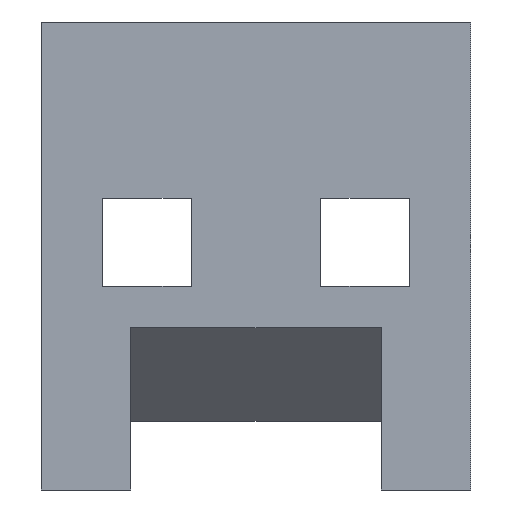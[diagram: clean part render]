
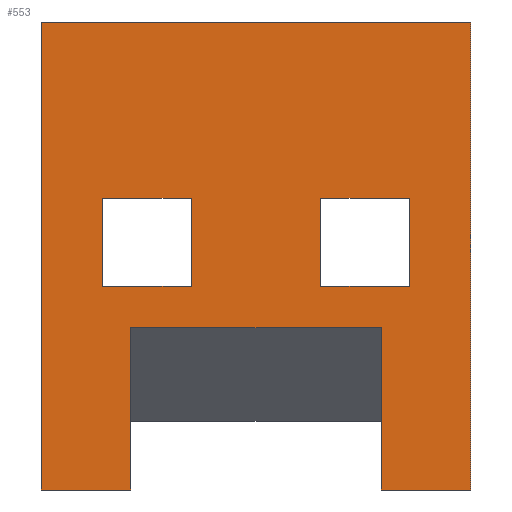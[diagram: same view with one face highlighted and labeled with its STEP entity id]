
A CAD part, front view. The second image highlights one B-rep face of the part: STEP entity #553.
In plain terms, the highlighted planar face has unit normal (0, -1, 0).
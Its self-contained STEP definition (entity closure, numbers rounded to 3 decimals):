
#2 = EDGE_CURVE ( 'NONE', #23, #192, #384, .T. ) ;
#3 = CARTESIAN_POINT ( 'NONE',  ( 0., 0., -8.5 ) ) ;
#4 = DIRECTION ( 'NONE',  ( -1., 0., 0. ) ) ;
#6 = CARTESIAN_POINT ( 'NONE',  ( 6.68, 0., -4.8 ) ) ;
#7 = ORIENTED_EDGE ( 'NONE', *, *, #650, .F. ) ;
#8 = LINE ( 'NONE', #219, #73 ) ;
#19 = DIRECTION ( 'NONE',  ( 0., 0., 1. ) ) ;
#23 = VERTEX_POINT ( 'NONE', #156 ) ;
#31 = CARTESIAN_POINT ( 'NONE',  ( 1.625, 0., -5.55 ) ) ;
#35 = EDGE_CURVE ( 'NONE', #557, #575, #331, .T. ) ;
#49 = VECTOR ( 'NONE', #506, 1000. ) ;
#65 = DIRECTION ( 'NONE',  ( 1., 0., 0. ) ) ;
#70 = ORIENTED_EDGE ( 'NONE', *, *, #175, .F. ) ;
#73 = VECTOR ( 'NONE', #65, 1000. ) ;
#75 = CARTESIAN_POINT ( 'NONE',  ( 1.12, 0., -4.8 ) ) ;
#96 = VERTEX_POINT ( 'NONE', #113 ) ;
#109 = DIRECTION ( 'NONE',  ( -1., 0., 0. ) ) ;
#111 = ORIENTED_EDGE ( 'NONE', *, *, #231, .F. ) ;
#113 = CARTESIAN_POINT ( 'NONE',  ( 0., 0., -8.5 ) ) ;
#120 = FACE_BOUND ( 'NONE', #225, .T. ) ;
#139 = VERTEX_POINT ( 'NONE', #519 ) ;
#145 = ORIENTED_EDGE ( 'NONE', *, *, #428, .F. ) ;
#156 = CARTESIAN_POINT ( 'NONE',  ( 1.12, 0., -3.2 ) ) ;
#157 = EDGE_CURVE ( 'NONE', #239, #391, #228, .T. ) ;
#158 = VECTOR ( 'NONE', #653, 1000. ) ;
#159 = CARTESIAN_POINT ( 'NONE',  ( 6.68, 0., -3.2 ) ) ;
#169 = CARTESIAN_POINT ( 'NONE',  ( 2.72, 0., -4.8 ) ) ;
#170 = DIRECTION ( 'NONE',  ( 0., 0., -1. ) ) ;
#175 = EDGE_CURVE ( 'NONE', #687, #139, #264, .T. ) ;
#177 = DIRECTION ( 'NONE',  ( 0., 0., -1. ) ) ;
#182 = VERTEX_POINT ( 'NONE', #620 ) ;
#192 = VERTEX_POINT ( 'NONE', #298 ) ;
#201 = ORIENTED_EDGE ( 'NONE', *, *, #442, .F. ) ;
#202 = VERTEX_POINT ( 'NONE', #458 ) ;
#203 = VECTOR ( 'NONE', #381, 1000. ) ;
#208 = LINE ( 'NONE', #476, #626 ) ;
#218 = ORIENTED_EDGE ( 'NONE', *, *, #567, .F. ) ;
#219 = CARTESIAN_POINT ( 'NONE',  ( 6.175, 0., -5.55 ) ) ;
#220 = ORIENTED_EDGE ( 'NONE', *, *, #157, .F. ) ;
#225 = EDGE_LOOP ( 'NONE', ( #220, #617, #700, #543 ) ) ;
#228 = LINE ( 'NONE', #457, #538 ) ;
#231 = EDGE_CURVE ( 'NONE', #484, #319, #208, .T. ) ;
#233 = CARTESIAN_POINT ( 'NONE',  ( 7.8, 0., 0. ) ) ;
#239 = VERTEX_POINT ( 'NONE', #258 ) ;
#254 = EDGE_LOOP ( 'NONE', ( #111, #7, #498, #408 ) ) ;
#256 = VERTEX_POINT ( 'NONE', #31 ) ;
#257 = LINE ( 'NONE', #392, #481 ) ;
#258 = CARTESIAN_POINT ( 'NONE',  ( 6.68, 0., -4.8 ) ) ;
#264 = LINE ( 'NONE', #669, #595 ) ;
#267 = VECTOR ( 'NONE', #290, 1000. ) ;
#279 = CARTESIAN_POINT ( 'NONE',  ( 6.175, 0., -8.5 ) ) ;
#285 = VECTOR ( 'NONE', #668, 1000. ) ;
#290 = DIRECTION ( 'NONE',  ( 0., 0., -1. ) ) ;
#298 = CARTESIAN_POINT ( 'NONE',  ( 1.12, 0., -4.8 ) ) ;
#301 = ORIENTED_EDGE ( 'NONE', *, *, #461, .F. ) ;
#303 = LINE ( 'NONE', #3, #431 ) ;
#304 = VERTEX_POINT ( 'NONE', #639 ) ;
#317 = EDGE_CURVE ( 'NONE', #319, #23, #576, .T. ) ;
#319 = VERTEX_POINT ( 'NONE', #324 ) ;
#324 = CARTESIAN_POINT ( 'NONE',  ( 2.72, 0., -3.2 ) ) ;
#331 = LINE ( 'NONE', #546, #349 ) ;
#332 = CARTESIAN_POINT ( 'NONE',  ( 5.08, 0., -4.8 ) ) ;
#333 = DIRECTION ( 'NONE',  ( 0., 0., -1. ) ) ;
#349 = VECTOR ( 'NONE', #170, 1000. ) ;
#357 = DIRECTION ( 'NONE',  ( 0., 0., 1. ) ) ;
#368 = EDGE_CURVE ( 'NONE', #391, #182, #464, .T. ) ;
#370 = VECTOR ( 'NONE', #600, 1000. ) ;
#381 = DIRECTION ( 'NONE',  ( -1., 0., 0. ) ) ;
#384 = LINE ( 'NONE', #75, #433 ) ;
#389 = EDGE_CURVE ( 'NONE', #470, #239, #589, .T. ) ;
#391 = VERTEX_POINT ( 'NONE', #159 ) ;
#392 = CARTESIAN_POINT ( 'NONE',  ( 7.8, 0., 0. ) ) ;
#396 = DIRECTION ( 'NONE',  ( 1., 0., 0. ) ) ;
#405 = ORIENTED_EDGE ( 'NONE', *, *, #535, .F. ) ;
#408 = ORIENTED_EDGE ( 'NONE', *, *, #317, .F. ) ;
#410 = LINE ( 'NONE', #279, #158 ) ;
#419 = LINE ( 'NONE', #332, #285 ) ;
#428 = EDGE_CURVE ( 'NONE', #575, #687, #410, .T. ) ;
#431 = VECTOR ( 'NONE', #109, 1000. ) ;
#432 = CARTESIAN_POINT ( 'NONE',  ( 2.72, 0., -3.2 ) ) ;
#433 = VECTOR ( 'NONE', #333, 1000. ) ;
#435 = EDGE_LOOP ( 'NONE', ( #405, #701, #70, #145, #679, #201, #218, #301 ) ) ;
#442 = EDGE_CURVE ( 'NONE', #202, #557, #257, .T. ) ;
#450 = DIRECTION ( 'NONE',  ( 1., 0., 0. ) ) ;
#454 = VECTOR ( 'NONE', #4, 1000. ) ;
#456 = DIRECTION ( 'NONE',  ( 0., -1., 0. ) ) ;
#457 = CARTESIAN_POINT ( 'NONE',  ( 6.68, 0., -4.8 ) ) ;
#458 = CARTESIAN_POINT ( 'NONE',  ( 0., 0., 0. ) ) ;
#461 = EDGE_CURVE ( 'NONE', #304, #96, #303, .T. ) ;
#464 = LINE ( 'NONE', #491, #454 ) ;
#466 = CARTESIAN_POINT ( 'NONE',  ( 6.175, 0., -8.5 ) ) ;
#470 = VERTEX_POINT ( 'NONE', #551 ) ;
#475 = LINE ( 'NONE', #563, #49 ) ;
#476 = CARTESIAN_POINT ( 'NONE',  ( 2.72, 0., -4.8 ) ) ;
#481 = VECTOR ( 'NONE', #396, 1000. ) ;
#484 = VERTEX_POINT ( 'NONE', #651 ) ;
#490 = EDGE_CURVE ( 'NONE', #256, #139, #8, .T. ) ;
#491 = CARTESIAN_POINT ( 'NONE',  ( 6.68, 0., -3.2 ) ) ;
#492 = LINE ( 'NONE', #169, #581 ) ;
#498 = ORIENTED_EDGE ( 'NONE', *, *, #2, .F. ) ;
#506 = DIRECTION ( 'NONE',  ( 0., 0., 1. ) ) ;
#511 = CARTESIAN_POINT ( 'NONE',  ( 0., 0., 0. ) ) ;
#519 = CARTESIAN_POINT ( 'NONE',  ( 6.175, 0., -5.55 ) ) ;
#535 = EDGE_CURVE ( 'NONE', #256, #304, #636, .T. ) ;
#538 = VECTOR ( 'NONE', #357, 1000. ) ;
#542 = EDGE_CURVE ( 'NONE', #182, #470, #419, .T. ) ;
#543 = ORIENTED_EDGE ( 'NONE', *, *, #368, .F. ) ;
#546 = CARTESIAN_POINT ( 'NONE',  ( 7.8, 0., -8.5 ) ) ;
#551 = CARTESIAN_POINT ( 'NONE',  ( 5.08, 0., -4.8 ) ) ;
#553 = ADVANCED_FACE ( 'NONE', ( #120, #694, #558 ), #661, .T. ) ;
#557 = VERTEX_POINT ( 'NONE', #233 ) ;
#558 = FACE_OUTER_BOUND ( 'NONE', #435, .T. ) ;
#563 = CARTESIAN_POINT ( 'NONE',  ( 0., 0., 0. ) ) ;
#567 = EDGE_CURVE ( 'NONE', #96, #202, #475, .T. ) ;
#575 = VERTEX_POINT ( 'NONE', #665 ) ;
#576 = LINE ( 'NONE', #432, #203 ) ;
#581 = VECTOR ( 'NONE', #450, 1000. ) ;
#589 = LINE ( 'NONE', #6, #370 ) ;
#595 = VECTOR ( 'NONE', #19, 1000. ) ;
#600 = DIRECTION ( 'NONE',  ( 1., 0., 0. ) ) ;
#617 = ORIENTED_EDGE ( 'NONE', *, *, #389, .F. ) ;
#620 = CARTESIAN_POINT ( 'NONE',  ( 5.08, 0., -3.2 ) ) ;
#626 = VECTOR ( 'NONE', #689, 1000. ) ;
#628 = AXIS2_PLACEMENT_3D ( 'NONE', #511, #456, #177 ) ;
#636 = LINE ( 'NONE', #656, #267 ) ;
#639 = CARTESIAN_POINT ( 'NONE',  ( 1.625, 0., -8.5 ) ) ;
#650 = EDGE_CURVE ( 'NONE', #192, #484, #492, .T. ) ;
#651 = CARTESIAN_POINT ( 'NONE',  ( 2.72, 0., -4.8 ) ) ;
#653 = DIRECTION ( 'NONE',  ( -1., 0., 0. ) ) ;
#656 = CARTESIAN_POINT ( 'NONE',  ( 1.625, 0., -8.5 ) ) ;
#661 = PLANE ( 'NONE',  #628 ) ;
#665 = CARTESIAN_POINT ( 'NONE',  ( 7.8, 0., -8.5 ) ) ;
#668 = DIRECTION ( 'NONE',  ( 0., 0., -1. ) ) ;
#669 = CARTESIAN_POINT ( 'NONE',  ( 6.175, 0., -7.25 ) ) ;
#679 = ORIENTED_EDGE ( 'NONE', *, *, #35, .F. ) ;
#687 = VERTEX_POINT ( 'NONE', #466 ) ;
#689 = DIRECTION ( 'NONE',  ( 0., 0., 1. ) ) ;
#694 = FACE_BOUND ( 'NONE', #254, .T. ) ;
#700 = ORIENTED_EDGE ( 'NONE', *, *, #542, .F. ) ;
#701 = ORIENTED_EDGE ( 'NONE', *, *, #490, .T. ) ;
